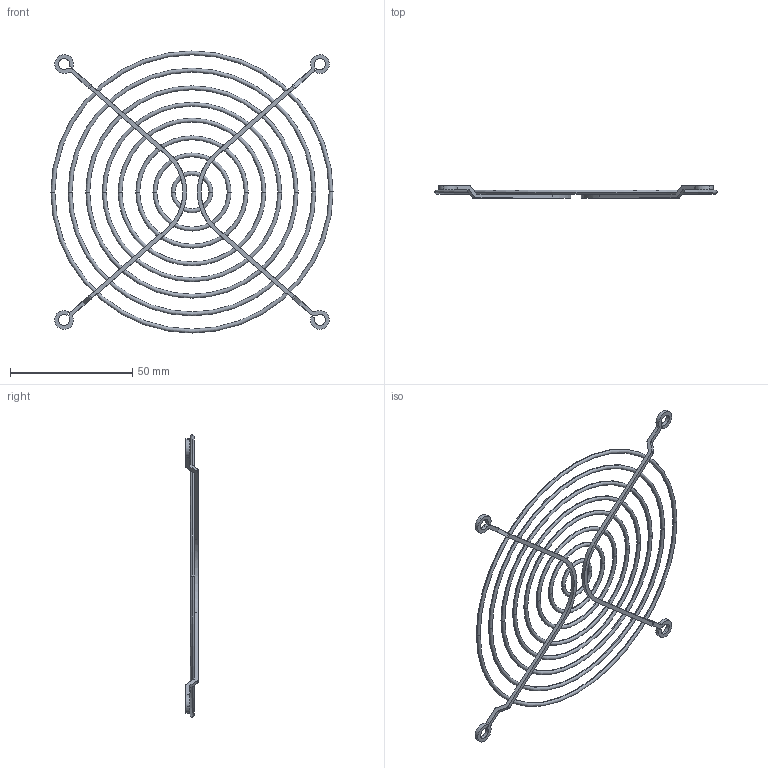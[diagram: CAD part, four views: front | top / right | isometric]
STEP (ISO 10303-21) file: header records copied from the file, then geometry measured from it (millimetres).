
FILE_DESCRIPTION(('starvars output'),'2;1');
FILE_NAME('f120ul.stp','15:57:58 2014/09/16',( 'Thomas Industrial Network Germany GmbH'),( 'Thomas Industrial Network Germany GmbH'),'unknown preprocess','ACIS' ,'unknown authorization');
FILE_SCHEMA(('AUTOMOTIVE_DESIGN_CC2 {UNKNOWN IMPLEMENTATION LEVEL}'));
Length unit declared in the file: millimetre
Products named in the file (1): PRODUCT_ID_20
Bounding box: 115.6 x 5 x 115.6 mm (x, y, z)
Volume: 4206.8 mm3; surface area: 10526.9 mm2
Topology: 10 solids, 10 shells, 133 faces, 355 edges, 226 vertices
Faces by surface type: plane 56, torus 40, cylinder 29, cone 8
Entity records: 5047 total; most frequent: CARTESIAN_POINT 789, ORIENTED_EDGE 774, DIRECTION 501, EDGE_CURVE 387, VERTEX_POINT 290, AXIS2_PLACEMENT_3D 210, EDGE_LOOP 165, FACE_BOUND 165
